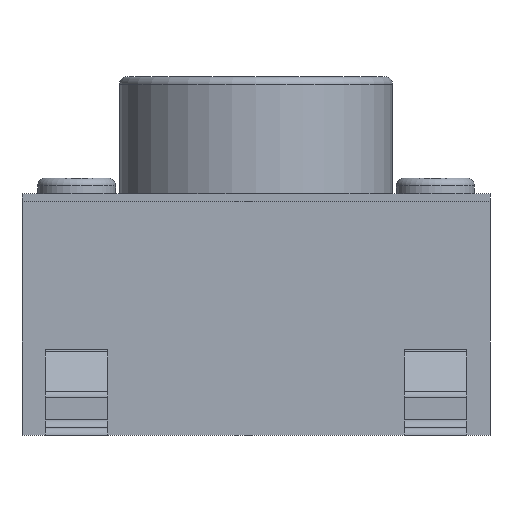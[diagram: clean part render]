
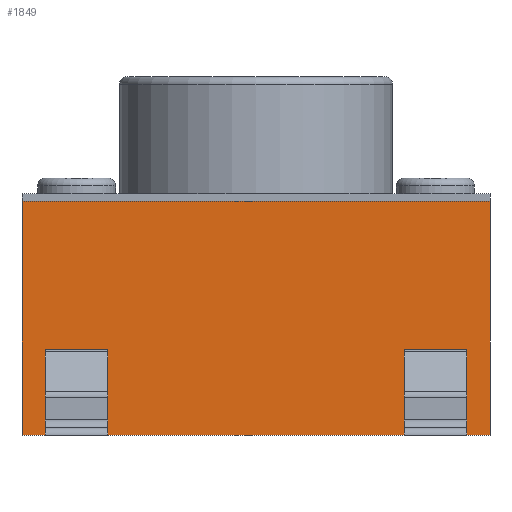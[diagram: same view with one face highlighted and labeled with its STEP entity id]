
A CAD part, left-side view. The second image highlights one B-rep face of the part: STEP entity #1849.
In plain terms, the highlighted planar face has unit normal (-1, 0, 0).
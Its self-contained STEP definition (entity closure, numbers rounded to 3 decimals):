
#48=PLANE('',#1993);
#122=FACE_OUTER_BOUND('',#234,.T.);
#234=EDGE_LOOP('',(#1314,#1315,#1316,#1317));
#337=LINE('',#2788,#518);
#345=LINE('',#2809,#526);
#357=LINE('',#2840,#538);
#361=LINE('',#2847,#542);
#518=VECTOR('',#2192,10.);
#526=VECTOR('',#2208,10.);
#538=VECTOR('',#2242,10.);
#542=VECTOR('',#2250,10.);
#794=VERTEX_POINT('',#2785);
#795=VERTEX_POINT('',#2787);
#804=VERTEX_POINT('',#2807);
#812=VERTEX_POINT('',#2839);
#980=EDGE_CURVE('',#794,#795,#337,.T.);
#991=EDGE_CURVE('',#794,#804,#345,.T.);
#1006=EDGE_CURVE('',#795,#812,#357,.T.);
#1010=EDGE_CURVE('',#812,#804,#361,.T.);
#1314=ORIENTED_EDGE('',*,*,#980,.F.);
#1315=ORIENTED_EDGE('',*,*,#991,.T.);
#1316=ORIENTED_EDGE('',*,*,#1010,.F.);
#1317=ORIENTED_EDGE('',*,*,#1006,.F.);
#1849=ADVANCED_FACE('',(#122),#48,.T.);
#1993=AXIS2_PLACEMENT_3D('',#2846,#2248,#2249);
#2192=DIRECTION('',(0.,1.,0.));
#2208=DIRECTION('',(0.,0.,1.));
#2242=DIRECTION('',(0.,0.,1.));
#2248=DIRECTION('center_axis',(-1.,0.,0.));
#2249=DIRECTION('ref_axis',(0.,-1.,0.));
#2250=DIRECTION('',(0.,-1.,0.));
#2785=CARTESIAN_POINT('',(-3.,-3.,0.));
#2787=CARTESIAN_POINT('',(-3.,3.,0.));
#2788=CARTESIAN_POINT('',(-3.,-3.,0.));
#2807=CARTESIAN_POINT('',(-3.,-3.,3.));
#2809=CARTESIAN_POINT('',(-3.,-3.,0.));
#2839=CARTESIAN_POINT('',(-3.,3.,3.));
#2840=CARTESIAN_POINT('',(-3.,3.,0.));
#2846=CARTESIAN_POINT('Origin',(-3.,3.,0.));
#2847=CARTESIAN_POINT('',(-3.,-3.,3.));
